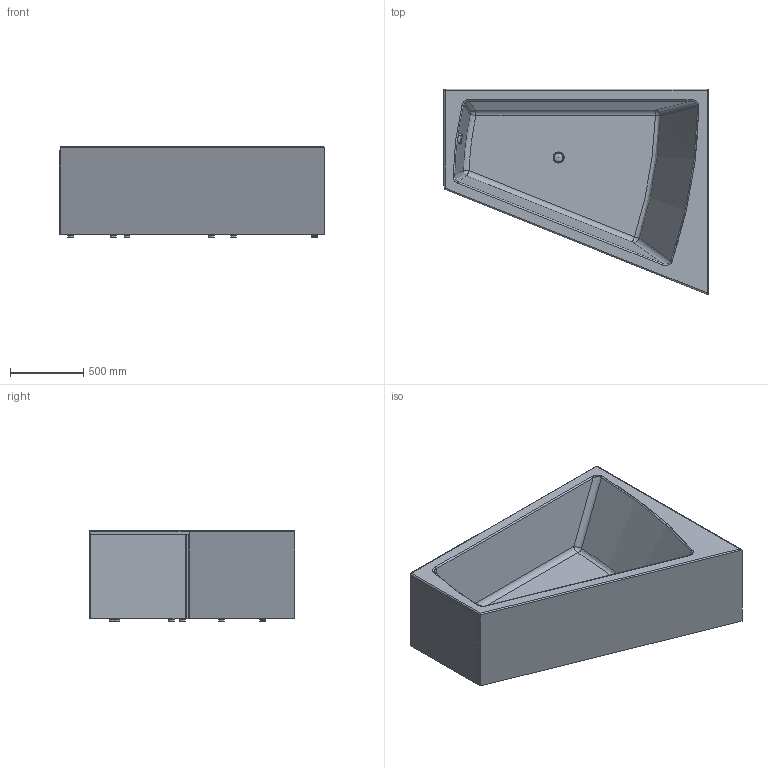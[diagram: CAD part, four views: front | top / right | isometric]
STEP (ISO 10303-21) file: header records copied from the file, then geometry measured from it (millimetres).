
FILE_DESCRIPTION((''),'2;1');
FILE_NAME('700269.stp','2012-11-06T10:28:39',('Administrator'),(''),'Autodesk Inventor 2011','Autodesk Inventor 2011','');
FILE_SCHEMA(('CONFIG_CONTROL_DESIGN'));
Length unit declared in the file: millimetre
Products named in the file (21): 700269; 2 Stellfuesse; Stellfuss 130; Connecting bar small; 405 mit Magnet; Strebe 405 ohne Magnete; 1820; 600; Einbauwanne neu 05.05.10; 1280; 430; 980; 310; Product7; Magnet mir Kugelkopf; Winkel 70x70x32; Part18; Drehgriff-eoos; Kelch; Stopfen
Assembly tree (36 placements, depth 3):
  700269
    2 Stellfuesse
      Stellfuss 130  x2
    Stellfuss 130  x6
    Connecting bar small  x3
    405 mit Magnet  x2
    Strebe 405 ohne Magnete  x3
    1820
    600
    Einbauwanne neu 05.05.10
    1280
    430  x3
    980
    310  x2
    Product7  x2
      Magnet mir Kugelkopf
      Winkel 70x70x32
    Part18
    700269
    Drehgriff-eoos
    Kelch
    Stopfen
Bounding box: 1802.24 x 1400 x 618 mm (x, y, z)
Volume: 70775988.6 mm3; surface area: 11847686.7 mm2
Topology: 53 solids, 61 shells, 2212 faces, 5459 edges, 3546 vertices
Faces by surface type: plane 1417, cylinder 653, bspline 90, cone 34, sphere 10, torus 8
Full cylindrical faces by diameter (mm): 6 x22, 6.647 x2, 8 x67, 8.3 x8, 8.5 x8, 9.2 x1, 10 x8, 10.5 x2, 11 x24, 12 x13, 13 x9, 14.5 x2, 16 x15, 19 x8, 20 x10, 21 x2, 22 x4, 25 x10, 30 x8, 35 x8, 36 x8, 40 x8, 42 x1, 44 x7, 45 x6, 49 x2, 50 x4, 52 x2, 60 x1, 90 x1
Entity records: 46117 total; most frequent: CARTESIAN_POINT 13035, DIRECTION 6723, ORIENTED_EDGE 6500, EDGE_CURVE 3250, AXIS2_PLACEMENT_3D 2270, VECTOR 2183, LINE 2183, VERTEX_POINT 2180
